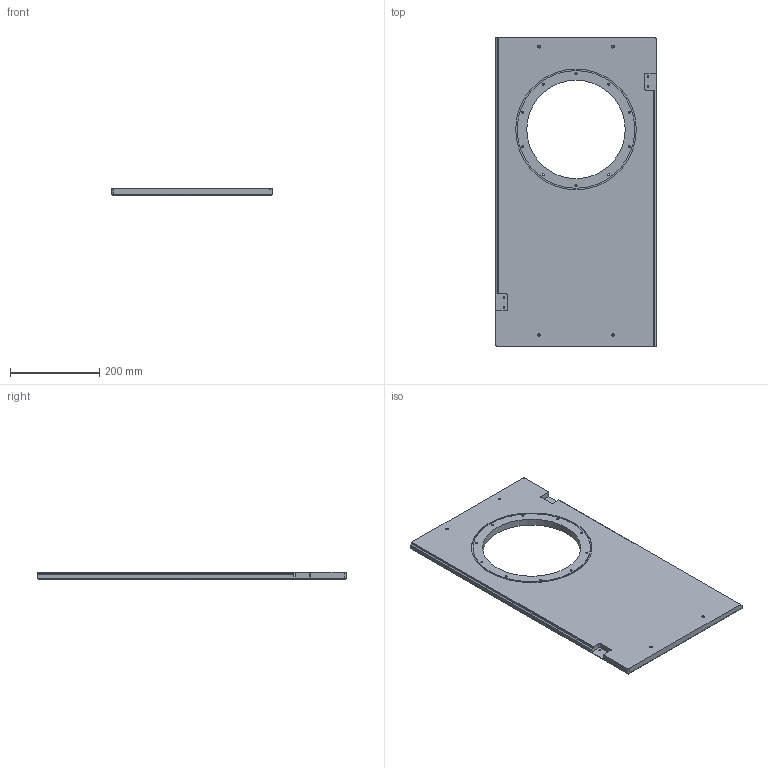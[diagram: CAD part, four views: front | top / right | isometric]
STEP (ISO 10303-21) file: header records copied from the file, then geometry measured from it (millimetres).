
FILE_DESCRIPTION(/* description */ (''),/* implementation_level */ '2;1');
FILE_NAME(/* name */ 'big cover with only circle v1.step',/* time_stamp */ '2024-07-02T11:02:40-04:00',/* author */ (''),/* organization */ (''),/* preprocessor_version */ 'ST-DEVELOPER v20',/* originating_system */ 'Autodesk Translation Framework v13.14.0.145',/* authorisation */ '');
FILE_SCHEMA (('AUTOMOTIVE_DESIGN { 1 0 10303 214 3 1 1 }'));
Length unit declared in the file: millimetre
Products named in the file (1): big cover with only circle
Bounding box: 360 x 690 x 15.88 mm (x, y, z)
Volume: 3269447.2 mm3; surface area: 468896.1 mm2
Topology: 1 solids, 1 shells, 89 faces, 219 edges, 144 vertices
Faces by surface type: cylinder 37, plane 36, cone 16
Full cylindrical faces by diameter (mm): 3.3 x4, 4.5 x10, 5 x4, 8 x10, 220 x1, 263 x1, 270 x1
Entity records: 2745 total; most frequent: DIRECTION 495, CARTESIAN_POINT 449, ORIENTED_EDGE 430, EDGE_CURVE 215, AXIS2_PLACEMENT_3D 190, VERTEX_POINT 144, EDGE_LOOP 135, LINE 115
